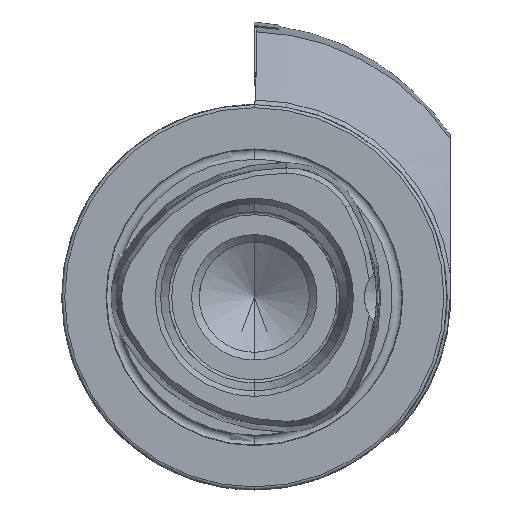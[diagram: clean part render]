
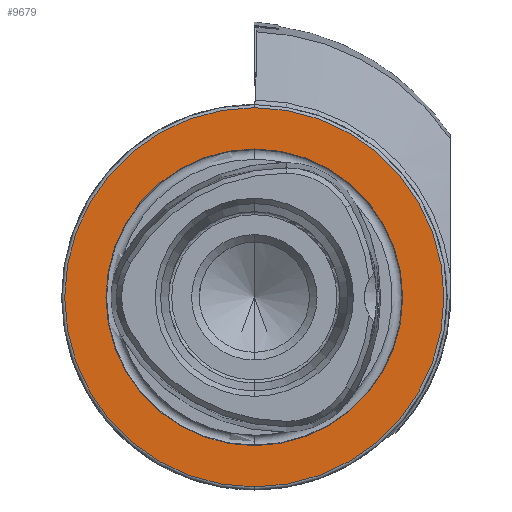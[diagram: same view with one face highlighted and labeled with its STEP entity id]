
A CAD part, left-side view. The second image highlights one B-rep face of the part: STEP entity #9679.
In plain terms, the highlighted planar face has unit normal (-1, 0, 0).
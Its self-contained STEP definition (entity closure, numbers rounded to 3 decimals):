
#881 = ORIENTED_EDGE ( 'NONE', *, *, #9577, .T. ) ;
#882 = ORIENTED_EDGE ( 'NONE', *, *, #3518, .T. ) ;
#883 = ORIENTED_EDGE ( 'NONE', *, *, #3514, .F. ) ;
#884 = ORIENTED_EDGE ( 'NONE', *, *, #9578, .F. ) ;
#1357 = EDGE_LOOP ( 'NONE', ( #884, #883 ) ) ;
#1361 = EDGE_LOOP ( 'NONE', ( #882, #881 ) ) ;
#2409 = CARTESIAN_POINT ( 'NONE',  ( 0., 0., 0. ) ) ;
#2410 = DIRECTION ( 'NONE',  ( -1., 0., 0. ) ) ;
#2411 = DIRECTION ( 'NONE',  ( 0., 0., 1. ) ) ;
#2412 = CARTESIAN_POINT ( 'NONE',  ( 0., 0., 0. ) ) ;
#2413 = DIRECTION ( 'NONE',  ( -1., 0., 0. ) ) ;
#2414 = DIRECTION ( 'NONE',  ( 0., 0., 1. ) ) ;
#2710 = CARTESIAN_POINT ( 'NONE',  ( 0., 24.25, 0. ) ) ;
#2713 = PLANE ( 'NONE',  #5871 ) ;
#2715 = DIRECTION ( 'NONE',  ( 1., 0., 0. ) ) ;
#2716 = DIRECTION ( 'NONE',  ( 0., 0., -1. ) ) ;
#2789 = CIRCLE ( 'NONE', #7848, 31. ) ;
#2848 = CIRCLE ( 'NONE', #7845, 24.25 ) ;
#3081 = CARTESIAN_POINT ( 'NONE',  ( 0., 0., -31. ) ) ;
#3173 = CARTESIAN_POINT ( 'NONE',  ( 0., 0., -24.25 ) ) ;
#3514 = EDGE_CURVE ( 'NONE', #4355, #4231, #2848, .T. ) ;
#3518 = EDGE_CURVE ( 'NONE', #4240, #4263, #2789, .T. ) ;
#3732 = CARTESIAN_POINT ( 'NONE',  ( 0., 0., 0. ) ) ;
#3738 = DIRECTION ( 'NONE',  ( 0., 0., 1. ) ) ;
#3754 = DIRECTION ( 'NONE',  ( -1., 0., 0. ) ) ;
#4231 = VERTEX_POINT ( 'NONE', #7546 ) ;
#4240 = VERTEX_POINT ( 'NONE', #7555 ) ;
#4263 = VERTEX_POINT ( 'NONE', #3081 ) ;
#4355 = VERTEX_POINT ( 'NONE', #3173 ) ;
#4694 = FACE_OUTER_BOUND ( 'NONE', #1361, .T. ) ;
#4708 = FACE_BOUND ( 'NONE', #1357, .T. ) ;
#5011 = CIRCLE ( 'NONE', #5782, 24.25 ) ;
#5012 = CIRCLE ( 'NONE', #5781, 31. ) ;
#5781 = AXIS2_PLACEMENT_3D ( 'NONE', #2409, #2410, #2411 ) ;
#5782 = AXIS2_PLACEMENT_3D ( 'NONE', #2412, #2413, #2414 ) ;
#5871 = AXIS2_PLACEMENT_3D ( 'NONE', #2710, #2715, #2716 ) ;
#6498 = DIRECTION ( 'NONE',  ( -1., 0., 0. ) ) ;
#6500 = DIRECTION ( 'NONE',  ( 0., 0., 1. ) ) ;
#6502 = CARTESIAN_POINT ( 'NONE',  ( 0., 0., 0. ) ) ;
#7546 = CARTESIAN_POINT ( 'NONE',  ( 0., 0., 24.25 ) ) ;
#7555 = CARTESIAN_POINT ( 'NONE',  ( 0., 0., 31. ) ) ;
#7845 = AXIS2_PLACEMENT_3D ( 'NONE', #6502, #6498, #6500 ) ;
#7848 = AXIS2_PLACEMENT_3D ( 'NONE', #3732, #3754, #3738 ) ;
#9577 = EDGE_CURVE ( 'NONE', #4263, #4240, #5012, .T. ) ;
#9578 = EDGE_CURVE ( 'NONE', #4231, #4355, #5011, .T. ) ;
#9679 = ADVANCED_FACE ( 'NONE', ( #4708, #4694 ), #2713, .F. ) ;
